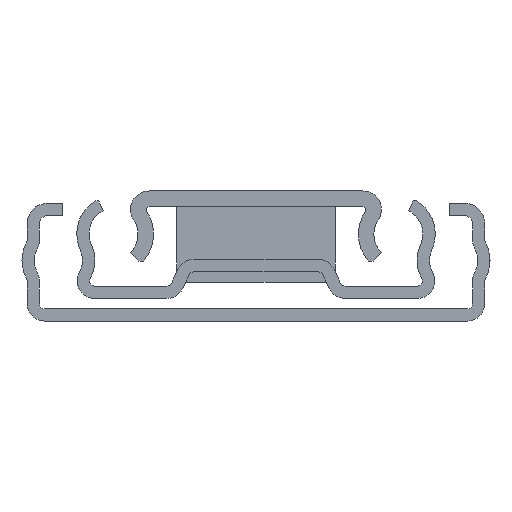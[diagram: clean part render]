
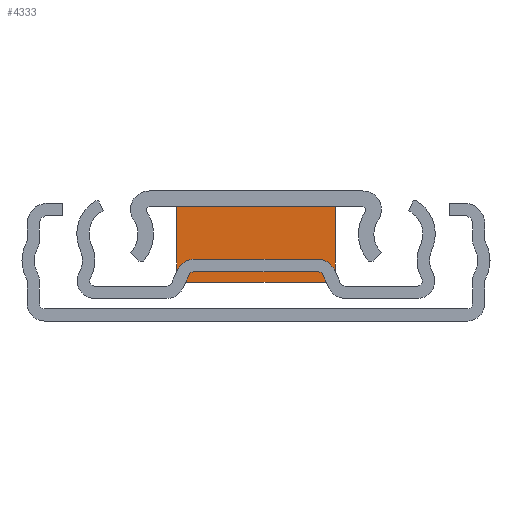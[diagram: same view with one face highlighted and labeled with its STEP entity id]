
A CAD part, left-side view. The second image highlights one B-rep face of the part: STEP entity #4333.
In plain terms, the highlighted planar face has unit normal (-1, 0, 0).
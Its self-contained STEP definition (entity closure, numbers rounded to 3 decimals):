
#40 = EDGE_LOOP ( 'NONE', ( #8981, #3282, #2355, #3251 ) ) ;
#246 = CARTESIAN_POINT ( 'NONE',  ( -1.5, -7.75, -1.507 ) ) ;
#346 = VECTOR ( 'NONE', #5839, 1000. ) ;
#835 = CARTESIAN_POINT ( 'NONE',  ( -1.5, -7.75, -8.907 ) ) ;
#1498 = EDGE_CURVE ( 'NONE', #3650, #2383, #1546, .T. ) ;
#1546 = LINE ( 'NONE', #835, #346 ) ;
#1620 = EDGE_CURVE ( 'NONE', #3650, #7351, #6762, .T. ) ;
#1802 = VERTEX_POINT ( 'NONE', #9186 ) ;
#2139 = DIRECTION ( 'NONE',  ( 0., 0., 1. ) ) ;
#2231 = CARTESIAN_POINT ( 'NONE',  ( -1.5, -7.75, -8.907 ) ) ;
#2355 = ORIENTED_EDGE ( 'NONE', *, *, #1620, .F. ) ;
#2383 = VERTEX_POINT ( 'NONE', #8648 ) ;
#2431 = LINE ( 'NONE', #246, #4108 ) ;
#3251 = ORIENTED_EDGE ( 'NONE', *, *, #1498, .T. ) ;
#3282 = ORIENTED_EDGE ( 'NONE', *, *, #3413, .F. ) ;
#3413 = EDGE_CURVE ( 'NONE', #7351, #1802, #5763, .T. ) ;
#3590 = EDGE_CURVE ( 'NONE', #2383, #1802, #2431, .T. ) ;
#3650 = VERTEX_POINT ( 'NONE', #3947 ) ;
#3756 = DIRECTION ( 'NONE',  ( 0., 1., 0. ) ) ;
#3947 = CARTESIAN_POINT ( 'NONE',  ( -1.5, -7.75, -8.907 ) ) ;
#4108 = VECTOR ( 'NONE', #7579, 1000. ) ;
#4321 = PLANE ( 'NONE',  #8001 ) ;
#4333 = ADVANCED_FACE ( 'NONE', ( #7333 ), #4321, .F. ) ;
#5763 = LINE ( 'NONE', #7278, #7619 ) ;
#5839 = DIRECTION ( 'NONE',  ( 0., 0., 1. ) ) ;
#5902 = DIRECTION ( 'NONE',  ( 0., 1., 0. ) ) ;
#6762 = LINE ( 'NONE', #8913, #7225 ) ;
#7225 = VECTOR ( 'NONE', #3756, 1000. ) ;
#7278 = CARTESIAN_POINT ( 'NONE',  ( -1.5, 7.75, -8.907 ) ) ;
#7333 = FACE_OUTER_BOUND ( 'NONE', #40, .T. ) ;
#7351 = VERTEX_POINT ( 'NONE', #8842 ) ;
#7579 = DIRECTION ( 'NONE',  ( 0., 1., 0. ) ) ;
#7619 = VECTOR ( 'NONE', #2139, 1000. ) ;
#8001 = AXIS2_PLACEMENT_3D ( 'NONE', #2231, #8002, #5902 ) ;
#8002 = DIRECTION ( 'NONE',  ( 1., 0., 0. ) ) ;
#8648 = CARTESIAN_POINT ( 'NONE',  ( -1.5, -7.75, -1.507 ) ) ;
#8842 = CARTESIAN_POINT ( 'NONE',  ( -1.5, 7.75, -8.907 ) ) ;
#8913 = CARTESIAN_POINT ( 'NONE',  ( -1.5, -7.75, -8.907 ) ) ;
#8981 = ORIENTED_EDGE ( 'NONE', *, *, #3590, .T. ) ;
#9186 = CARTESIAN_POINT ( 'NONE',  ( -1.5, 7.75, -1.507 ) ) ;
